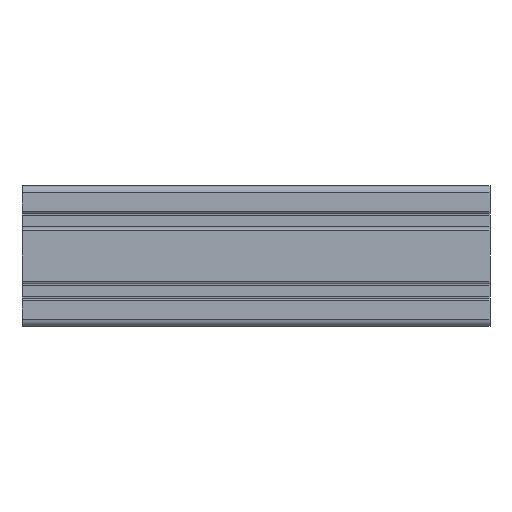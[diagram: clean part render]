
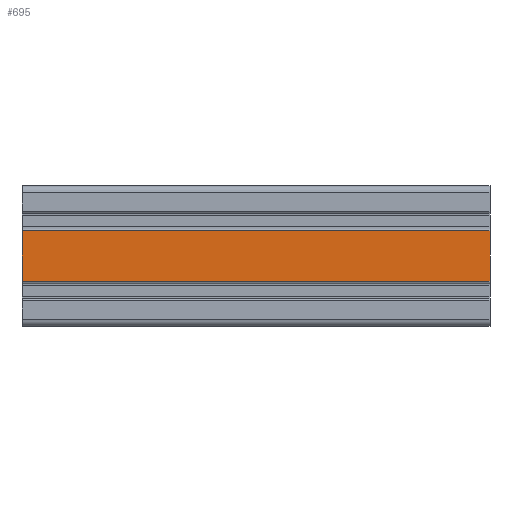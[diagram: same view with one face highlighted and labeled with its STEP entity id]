
A CAD part, left-side view. The second image highlights one B-rep face of the part: STEP entity #695.
In plain terms, the highlighted planar face has unit normal (-1, 0, 0).
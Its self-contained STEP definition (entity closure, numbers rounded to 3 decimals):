
#346 = DIRECTION ( 'NONE',  ( 0., 0., 1. ) ) ;
#695 = ADVANCED_FACE ( 'NONE', ( #11108 ), #7494, .T. ) ;
#946 = DIRECTION ( 'NONE',  ( 0., 0., 1. ) ) ;
#1551 = LINE ( 'NONE', #2936, #9368 ) ;
#1649 = EDGE_LOOP ( 'NONE', ( #9687, #4621, #9015, #4383 ) ) ;
#2044 = EDGE_CURVE ( 'NONE', #5452, #6498, #1551, .T. ) ;
#2402 = CARTESIAN_POINT ( 'NONE',  ( -30., 0., -10.825 ) ) ;
#2417 = VECTOR ( 'NONE', #10028, 1000. ) ;
#2936 = CARTESIAN_POINT ( 'NONE',  ( -30., 0., -10.825 ) ) ;
#2995 = LINE ( 'NONE', #10773, #5190 ) ;
#3378 = CARTESIAN_POINT ( 'NONE',  ( -30., 0., 10.825 ) ) ;
#3821 = DIRECTION ( 'NONE',  ( 0., -1., 0. ) ) ;
#3998 = DIRECTION ( 'NONE',  ( -1., 0., 0. ) ) ;
#4383 = ORIENTED_EDGE ( 'NONE', *, *, #2044, .T. ) ;
#4621 = ORIENTED_EDGE ( 'NONE', *, *, #11486, .T. ) ;
#4790 = LINE ( 'NONE', #8332, #2417 ) ;
#5190 = VECTOR ( 'NONE', #9017, 1000. ) ;
#5452 = VERTEX_POINT ( 'NONE', #7067 ) ;
#6203 = EDGE_CURVE ( 'NONE', #6498, #10060, #6369, .T. ) ;
#6369 = LINE ( 'NONE', #8101, #6926 ) ;
#6498 = VERTEX_POINT ( 'NONE', #2402 ) ;
#6926 = VECTOR ( 'NONE', #946, 1000. ) ;
#7067 = CARTESIAN_POINT ( 'NONE',  ( -30., 200., -10.825 ) ) ;
#7494 = PLANE ( 'NONE',  #8899 ) ;
#7586 = EDGE_CURVE ( 'NONE', #5452, #10619, #2995, .T. ) ;
#8101 = CARTESIAN_POINT ( 'NONE',  ( -30., 0., -10.825 ) ) ;
#8332 = CARTESIAN_POINT ( 'NONE',  ( -30., 0., 10.825 ) ) ;
#8899 = AXIS2_PLACEMENT_3D ( 'NONE', #11099, #3998, #346 ) ;
#9015 = ORIENTED_EDGE ( 'NONE', *, *, #7586, .F. ) ;
#9017 = DIRECTION ( 'NONE',  ( 0., 0., 1. ) ) ;
#9368 = VECTOR ( 'NONE', #3821, 1000. ) ;
#9687 = ORIENTED_EDGE ( 'NONE', *, *, #6203, .T. ) ;
#10028 = DIRECTION ( 'NONE',  ( 0., 1., 0. ) ) ;
#10060 = VERTEX_POINT ( 'NONE', #3378 ) ;
#10619 = VERTEX_POINT ( 'NONE', #10724 ) ;
#10724 = CARTESIAN_POINT ( 'NONE',  ( -30., 200., 10.825 ) ) ;
#10773 = CARTESIAN_POINT ( 'NONE',  ( -30., 200., 0. ) ) ;
#11099 = CARTESIAN_POINT ( 'NONE',  ( -30., 0., -10.825 ) ) ;
#11108 = FACE_OUTER_BOUND ( 'NONE', #1649, .T. ) ;
#11486 = EDGE_CURVE ( 'NONE', #10060, #10619, #4790, .T. ) ;
